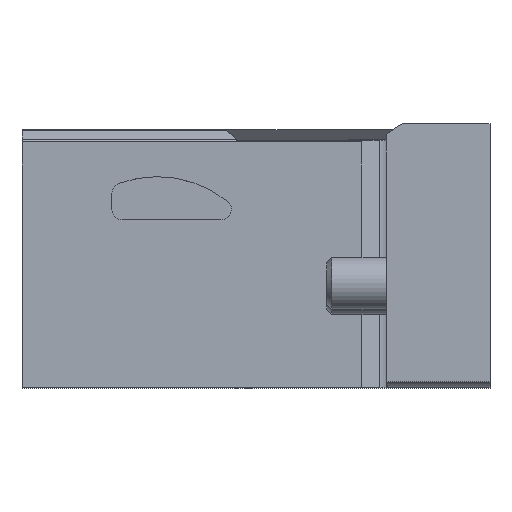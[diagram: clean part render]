
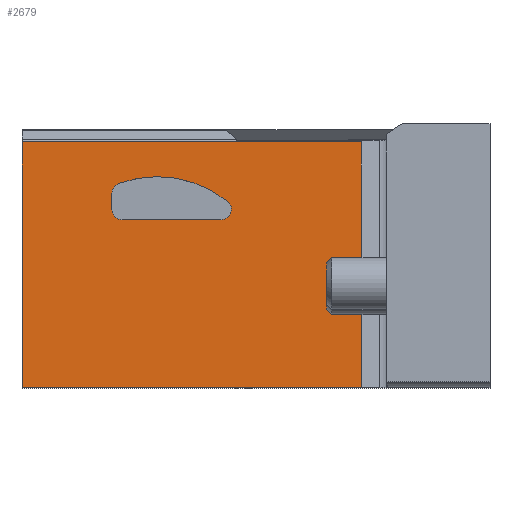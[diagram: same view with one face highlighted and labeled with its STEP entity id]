
A CAD part, top view. The second image highlights one B-rep face of the part: STEP entity #2679.
In plain terms, the highlighted planar face has unit normal (0, 0, 1).
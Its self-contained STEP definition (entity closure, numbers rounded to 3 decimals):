
#149=CIRCLE('',#2908,1.);
#150=CIRCLE('',#2909,10.8);
#151=CIRCLE('',#2910,1.);
#152=CIRCLE('',#2911,1.);
#389=ORIENTED_EDGE('',*,*,#1129,.F.);
#390=ORIENTED_EDGE('',*,*,#1130,.F.);
#391=ORIENTED_EDGE('',*,*,#1131,.F.);
#392=ORIENTED_EDGE('',*,*,#1132,.F.);
#393=ORIENTED_EDGE('',*,*,#1133,.F.);
#394=ORIENTED_EDGE('',*,*,#1134,.F.);
#395=ORIENTED_EDGE('',*,*,#1135,.T.);
#396=ORIENTED_EDGE('',*,*,#1121,.T.);
#397=ORIENTED_EDGE('',*,*,#1065,.T.);
#398=ORIENTED_EDGE('',*,*,#998,.F.);
#998=EDGE_CURVE('',#1377,#1371,#1633,.T.);
#1065=EDGE_CURVE('',#1441,#1371,#1688,.T.);
#1121=EDGE_CURVE('',#1488,#1441,#1721,.T.);
#1129=EDGE_CURVE('',#1493,#1494,#1726,.T.);
#1130=EDGE_CURVE('',#1495,#1493,#149,.T.);
#1131=EDGE_CURVE('',#1496,#1495,#150,.T.);
#1132=EDGE_CURVE('',#1497,#1496,#151,.T.);
#1133=EDGE_CURVE('',#1498,#1497,#1727,.T.);
#1134=EDGE_CURVE('',#1494,#1498,#152,.T.);
#1135=EDGE_CURVE('',#1377,#1488,#1728,.T.);
#1371=VERTEX_POINT('',#3966);
#1377=VERTEX_POINT('',#3979);
#1441=VERTEX_POINT('',#4114);
#1488=VERTEX_POINT('',#4236);
#1493=VERTEX_POINT('',#4252);
#1494=VERTEX_POINT('',#4253);
#1495=VERTEX_POINT('',#4255);
#1496=VERTEX_POINT('',#4257);
#1497=VERTEX_POINT('',#4259);
#1498=VERTEX_POINT('',#4261);
#1633=LINE('',#3980,#1904);
#1688=LINE('',#4113,#1959);
#1721=LINE('',#4235,#1992);
#1726=LINE('',#4251,#1997);
#1727=LINE('',#4260,#1998);
#1728=LINE('',#4263,#1999);
#1904=VECTOR('',#3153,1000.);
#1959=VECTOR('',#3238,1000.);
#1992=VECTOR('',#3331,1000.);
#1997=VECTOR('',#3348,1000.);
#1998=VECTOR('',#3355,1000.);
#1999=VECTOR('',#3358,1000.);
#2187=EDGE_LOOP('',(#389,#390,#391,#392,#393,#394));
#2188=EDGE_LOOP('',(#395,#396,#397,#398));
#2384=FACE_BOUND('',#2187,.T.);
#2385=FACE_BOUND('',#2188,.T.);
#2567=PLANE('',#2907);
#2679=ADVANCED_FACE('',(#2384,#2385),#2567,.T.);
#2907=AXIS2_PLACEMENT_3D('',#4250,#3346,#3347);
#2908=AXIS2_PLACEMENT_3D('',#4254,#3349,#3350);
#2909=AXIS2_PLACEMENT_3D('',#4256,#3351,#3352);
#2910=AXIS2_PLACEMENT_3D('',#4258,#3353,#3354);
#2911=AXIS2_PLACEMENT_3D('',#4262,#3356,#3357);
#3153=DIRECTION('',(-1.,0.,0.));
#3238=DIRECTION('',(0.,-1.,0.));
#3331=DIRECTION('',(-1.,0.,0.));
#3346=DIRECTION('',(0.,0.,1.));
#3347=DIRECTION('',(1.,0.,0.));
#3348=DIRECTION('',(0.,-1.,0.));
#3349=DIRECTION('',(0.,0.,1.));
#3350=DIRECTION('',(1.,0.,0.));
#3351=DIRECTION('',(0.,0.,1.));
#3352=DIRECTION('',(1.,0.,0.));
#3353=DIRECTION('',(0.,0.,1.));
#3354=DIRECTION('',(1.,0.,0.));
#3355=DIRECTION('',(1.,0.,0.));
#3356=DIRECTION('',(0.,0.,1.));
#3357=DIRECTION('',(1.,0.,0.));
#3358=DIRECTION('',(0.,1.,0.));
#3966=CARTESIAN_POINT('',(-45.,0.,15.));
#3979=CARTESIAN_POINT('',(-12.4,0.,15.));
#3980=CARTESIAN_POINT('',(-10.,0.,15.));
#4113=CARTESIAN_POINT('',(-45.,24.8,15.));
#4114=CARTESIAN_POINT('',(-45.,23.64,15.));
#4235=CARTESIAN_POINT('',(-10.,23.64,15.));
#4236=CARTESIAN_POINT('',(-12.4,23.64,15.));
#4250=CARTESIAN_POINT('',(-10.,24.8,15.));
#4251=CARTESIAN_POINT('',(-36.358,18.707,15.));
#4252=CARTESIAN_POINT('',(-36.358,18.707,15.));
#4253=CARTESIAN_POINT('',(-36.358,17.15,15.));
#4254=CARTESIAN_POINT('',(-35.358,18.707,15.));
#4255=CARTESIAN_POINT('',(-35.701,19.646,15.));
#4256=CARTESIAN_POINT('',(-32.,9.5,15.));
#4257=CARTESIAN_POINT('',(-25.25,17.931,15.));
#4258=CARTESIAN_POINT('',(-25.875,17.15,15.));
#4259=CARTESIAN_POINT('',(-25.875,16.15,15.));
#4260=CARTESIAN_POINT('',(-35.358,16.15,15.));
#4261=CARTESIAN_POINT('',(-35.358,16.15,15.));
#4262=CARTESIAN_POINT('',(-35.358,17.15,15.));
#4263=CARTESIAN_POINT('',(-12.4,0.,15.));
